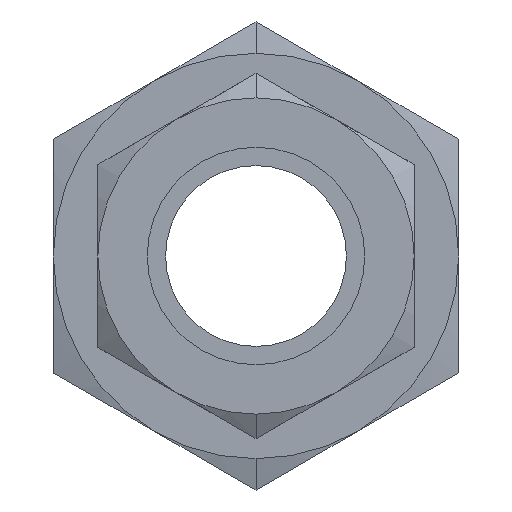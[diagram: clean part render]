
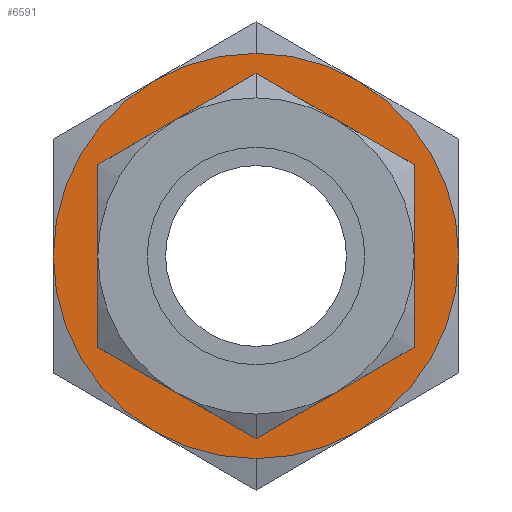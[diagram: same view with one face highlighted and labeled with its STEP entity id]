
A CAD part, left-side view. The second image highlights one B-rep face of the part: STEP entity #6591.
In plain terms, the highlighted planar face has unit normal (-1, 0, 0).
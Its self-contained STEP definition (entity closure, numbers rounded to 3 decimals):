
#73 = AXIS2_PLACEMENT_3D ( 'NONE', #4241, #3735, #9149 ) ;
#91 = CARTESIAN_POINT ( 'NONE',  ( 22., 0., 0. ) ) ;
#185 = AXIS2_PLACEMENT_3D ( 'NONE', #91, #9408, #7877 ) ;
#230 = DIRECTION ( 'NONE',  ( 0., 1., 0. ) ) ;
#493 = EDGE_CURVE ( 'NONE', #1636, #4079, #6185, .T. ) ;
#862 = DIRECTION ( 'NONE',  ( -1., 0., 0. ) ) ;
#906 = DIRECTION ( 'NONE',  ( 0., 0., 1. ) ) ;
#925 = ORIENTED_EDGE ( 'NONE', *, *, #493, .T. ) ;
#1049 = CARTESIAN_POINT ( 'NONE',  ( 22., -20.5, 0. ) ) ;
#1095 = DIRECTION ( 'NONE',  ( 1., 0., 0. ) ) ;
#1186 = DIRECTION ( 'NONE',  ( 0., 0.5, 0.866 ) ) ;
#1304 = VERTEX_POINT ( 'NONE', #8087 ) ;
#1307 = ORIENTED_EDGE ( 'NONE', *, *, #8060, .T. ) ;
#1471 = DIRECTION ( 'NONE',  ( 1., 0., 0. ) ) ;
#1566 = CARTESIAN_POINT ( 'NONE',  ( 22., -10.25, -17.754 ) ) ;
#1633 = EDGE_CURVE ( 'NONE', #7899, #9453, #9241, .T. ) ;
#1636 = VERTEX_POINT ( 'NONE', #1566 ) ;
#1722 = DIRECTION ( 'NONE',  ( -1., 0., 0. ) ) ;
#1751 = FACE_OUTER_BOUND ( 'NONE', #6514, .T. ) ;
#1908 = DIRECTION ( 'NONE',  ( 0., -0.5, 0.866 ) ) ;
#1941 = EDGE_CURVE ( 'NONE', #6242, #4067, #9291, .T. ) ;
#1947 = ORIENTED_EDGE ( 'NONE', *, *, #1941, .T. ) ;
#2230 = CIRCLE ( 'NONE', #2387, 20.5 ) ;
#2350 = CARTESIAN_POINT ( 'NONE',  ( 22., 20.5, 0. ) ) ;
#2387 = AXIS2_PLACEMENT_3D ( 'NONE', #7788, #862, #906 ) ;
#2469 = DIRECTION ( 'NONE',  ( 1., 0., 0. ) ) ;
#2535 = CARTESIAN_POINT ( 'NONE',  ( 22., 10.25, -17.754 ) ) ;
#2578 = CARTESIAN_POINT ( 'NONE',  ( 22., 0., -20.5 ) ) ;
#2625 = AXIS2_PLACEMENT_3D ( 'NONE', #3900, #1722, #6332 ) ;
#3118 = DIRECTION ( 'NONE',  ( -1., 0., 0. ) ) ;
#3141 = ORIENTED_EDGE ( 'NONE', *, *, #1633, .T. ) ;
#3355 = AXIS2_PLACEMENT_3D ( 'NONE', #8179, #5749, #1908 ) ;
#3520 = CIRCLE ( 'NONE', #3355, 20.5 ) ;
#3735 = DIRECTION ( 'NONE',  ( -1., 0., 0. ) ) ;
#3825 = DIRECTION ( 'NONE',  ( 0., 0., -1. ) ) ;
#3900 = CARTESIAN_POINT ( 'NONE',  ( 22., 0., 0. ) ) ;
#3993 = EDGE_CURVE ( 'NONE', #4079, #1304, #4232, .T. ) ;
#4023 = CARTESIAN_POINT ( 'NONE',  ( 22., 0., 0. ) ) ;
#4067 = VERTEX_POINT ( 'NONE', #2578 ) ;
#4079 = VERTEX_POINT ( 'NONE', #1049 ) ;
#4232 = CIRCLE ( 'NONE', #185, 20.5 ) ;
#4241 = CARTESIAN_POINT ( 'NONE',  ( 22., 0., 0. ) ) ;
#4261 = EDGE_CURVE ( 'NONE', #4067, #1636, #6983, .T. ) ;
#4472 = ORIENTED_EDGE ( 'NONE', *, *, #4261, .T. ) ;
#4524 = ORIENTED_EDGE ( 'NONE', *, *, #7006, .T. ) ;
#4958 = ORIENTED_EDGE ( 'NONE', *, *, #8493, .T. ) ;
#5035 = EDGE_CURVE ( 'NONE', #1304, #7848, #3520, .T. ) ;
#5213 = DIRECTION ( 'NONE',  ( -1., 0., 0. ) ) ;
#5359 = ORIENTED_EDGE ( 'NONE', *, *, #5586, .T. ) ;
#5431 = CARTESIAN_POINT ( 'NONE',  ( 22., 0., -13.532 ) ) ;
#5443 = CARTESIAN_POINT ( 'NONE',  ( 22., 0., 0. ) ) ;
#5586 = EDGE_CURVE ( 'NONE', #6710, #6242, #7316, .T. ) ;
#5749 = DIRECTION ( 'NONE',  ( -1., 0., 0. ) ) ;
#5979 = DIRECTION ( 'NONE',  ( 0., 0., 1. ) ) ;
#6152 = CIRCLE ( 'NONE', #7104, 20.5 ) ;
#6185 = CIRCLE ( 'NONE', #2625, 20.5 ) ;
#6242 = VERTEX_POINT ( 'NONE', #2535 ) ;
#6268 = ORIENTED_EDGE ( 'NONE', *, *, #5035, .T. ) ;
#6332 = DIRECTION ( 'NONE',  ( 0., -0.5, -0.866 ) ) ;
#6352 = AXIS2_PLACEMENT_3D ( 'NONE', #7547, #5213, #8960 ) ;
#6494 = AXIS2_PLACEMENT_3D ( 'NONE', #5443, #3118, #3825 ) ;
#6514 = EDGE_LOOP ( 'NONE', ( #6268, #4524, #4958, #5359, #1947, #4472, #925, #6963 ) ) ;
#6588 = CARTESIAN_POINT ( 'NONE',  ( 22., 10.25, 17.754 ) ) ;
#6591 = ADVANCED_FACE ( 'NONE', ( #9447, #1751 ), #7167, .F. ) ;
#6625 = CARTESIAN_POINT ( 'NONE',  ( 22., 0., 20.5 ) ) ;
#6710 = VERTEX_POINT ( 'NONE', #2350 ) ;
#6963 = ORIENTED_EDGE ( 'NONE', *, *, #3993, .T. ) ;
#6983 = CIRCLE ( 'NONE', #6494, 20.5 ) ;
#7006 = EDGE_CURVE ( 'NONE', #7848, #9781, #2230, .T. ) ;
#7104 = AXIS2_PLACEMENT_3D ( 'NONE', #9025, #8216, #1186 ) ;
#7166 = DIRECTION ( 'NONE',  ( 0., 0., -1. ) ) ;
#7167 = PLANE ( 'NONE',  #9493 ) ;
#7316 = CIRCLE ( 'NONE', #6352, 20.5 ) ;
#7547 = CARTESIAN_POINT ( 'NONE',  ( 22., 0., 0. ) ) ;
#7788 = CARTESIAN_POINT ( 'NONE',  ( 22., 0., 0. ) ) ;
#7848 = VERTEX_POINT ( 'NONE', #6625 ) ;
#7877 = DIRECTION ( 'NONE',  ( 0., -1., 0. ) ) ;
#7899 = VERTEX_POINT ( 'NONE', #9104 ) ;
#8060 = EDGE_CURVE ( 'NONE', #9453, #7899, #9216, .T. ) ;
#8087 = CARTESIAN_POINT ( 'NONE',  ( 22., -10.25, 17.754 ) ) ;
#8179 = CARTESIAN_POINT ( 'NONE',  ( 22., 0., 0. ) ) ;
#8216 = DIRECTION ( 'NONE',  ( -1., 0., 0. ) ) ;
#8493 = EDGE_CURVE ( 'NONE', #9781, #6710, #6152, .T. ) ;
#8960 = DIRECTION ( 'NONE',  ( 0., 1., 0. ) ) ;
#9025 = CARTESIAN_POINT ( 'NONE',  ( 22., 0., 0. ) ) ;
#9064 = CARTESIAN_POINT ( 'NONE',  ( 22., 0., 0. ) ) ;
#9104 = CARTESIAN_POINT ( 'NONE',  ( 22., 0., 13.532 ) ) ;
#9149 = DIRECTION ( 'NONE',  ( 0., 0.5, -0.866 ) ) ;
#9216 = CIRCLE ( 'NONE', #9378, 13.532 ) ;
#9241 = CIRCLE ( 'NONE', #9723, 13.532 ) ;
#9291 = CIRCLE ( 'NONE', #73, 20.5 ) ;
#9378 = AXIS2_PLACEMENT_3D ( 'NONE', #4023, #2469, #7166 ) ;
#9408 = DIRECTION ( 'NONE',  ( -1., 0., 0. ) ) ;
#9447 = FACE_BOUND ( 'NONE', #9767, .T. ) ;
#9453 = VERTEX_POINT ( 'NONE', #5431 ) ;
#9493 = AXIS2_PLACEMENT_3D ( 'NONE', #9495, #1095, #230 ) ;
#9495 = CARTESIAN_POINT ( 'NONE',  ( 22., 0., 0. ) ) ;
#9723 = AXIS2_PLACEMENT_3D ( 'NONE', #9064, #1471, #5979 ) ;
#9767 = EDGE_LOOP ( 'NONE', ( #1307, #3141 ) ) ;
#9781 = VERTEX_POINT ( 'NONE', #6588 ) ;
